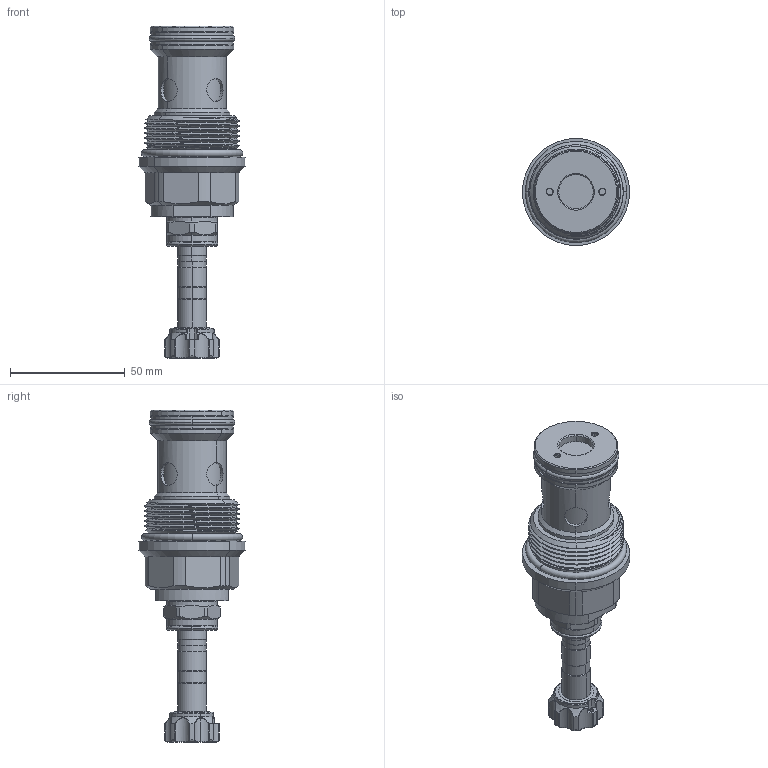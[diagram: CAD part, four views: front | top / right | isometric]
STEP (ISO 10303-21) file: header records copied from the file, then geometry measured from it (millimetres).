
FILE_DESCRIPTION (( 'STEP AP203' ), '1' );
FILE_NAME ('EP20W2A01N95.STEP', '2021-03-11T01:00:02', ( '' ), ( '' ), 'SwSTEP 2.0', 'SolidWorks 2018', '' );
FILE_SCHEMA (( 'CONFIG_CONTROL_DESIGN' ));
Length unit declared in the file: millimetre
Products named in the file (1): EP20W2A01N95
Bounding box: 46.62 x 46.62 x 144.95 mm (x, y, z)
Volume: 100968.1 mm3; surface area: 21937.2 mm2
Topology: 3 solids, 3 shells, 296 faces, 698 edges, 420 vertices
Faces by surface type: cylinder 134, torus 42, plane 42, cone 41, bspline 37
Entity records: 13028 total; most frequent: CARTESIAN_POINT 6447, ORIENTED_EDGE 1392, DIRECTION 1354, EDGE_CURVE 696, AXIS2_PLACEMENT_3D 579, VERTEX_POINT 420, CIRCLE 319, EDGE_LOOP 316
